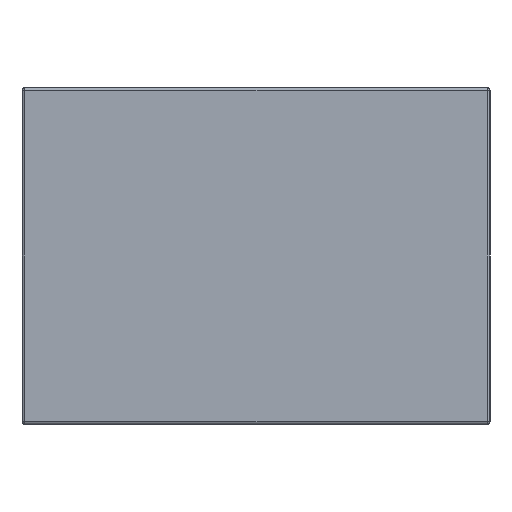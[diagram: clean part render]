
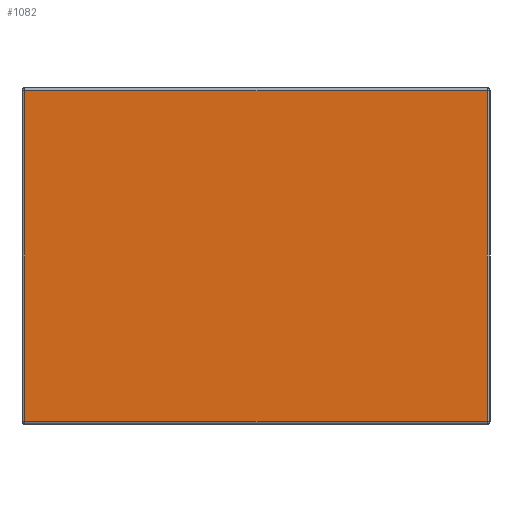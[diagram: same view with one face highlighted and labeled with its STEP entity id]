
A CAD part, left-side view. The second image highlights one B-rep face of the part: STEP entity #1082.
In plain terms, the highlighted planar face has unit normal (-1, 0, 0).
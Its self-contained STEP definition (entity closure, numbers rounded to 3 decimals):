
#965 = VERTEX_POINT('',#966);
#966 = CARTESIAN_POINT('',(-2.25,1.58,2.28));
#1017 = VERTEX_POINT('',#1018);
#1018 = CARTESIAN_POINT('',(-2.25,1.58,0.02));
#1025 = EDGE_CURVE('',#965,#1017,#1026,.T.);
#1026 = LINE('',#1027,#1028);
#1027 = CARTESIAN_POINT('',(-2.25,1.58,0.));
#1028 = VECTOR('',#1029,1.);
#1029 = DIRECTION('',(0.,0.,-1.));
#1064 = VERTEX_POINT('',#1065);
#1065 = CARTESIAN_POINT('',(-2.25,-1.58,0.02));
#1072 = EDGE_CURVE('',#1017,#1064,#1073,.T.);
#1073 = LINE('',#1074,#1075);
#1074 = CARTESIAN_POINT('',(-2.25,-1.6,0.02));
#1075 = VECTOR('',#1076,1.);
#1076 = DIRECTION('',(0.,-1.,0.));
#1082 = ADVANCED_FACE('',(#1083),#1101,.T.);
#1083 = FACE_BOUND('',#1084,.T.);
#1084 = EDGE_LOOP('',(#1085,#1086,#1087,#1095));
#1085 = ORIENTED_EDGE('',*,*,#1025,.T.);
#1086 = ORIENTED_EDGE('',*,*,#1072,.T.);
#1087 = ORIENTED_EDGE('',*,*,#1088,.T.);
#1088 = EDGE_CURVE('',#1064,#1089,#1091,.T.);
#1089 = VERTEX_POINT('',#1090);
#1090 = CARTESIAN_POINT('',(-2.25,-1.58,2.28));
#1091 = LINE('',#1092,#1093);
#1092 = CARTESIAN_POINT('',(-2.25,-1.58,2.3));
#1093 = VECTOR('',#1094,1.);
#1094 = DIRECTION('',(0.,0.,1.));
#1095 = ORIENTED_EDGE('',*,*,#1096,.T.);
#1096 = EDGE_CURVE('',#1089,#965,#1097,.T.);
#1097 = LINE('',#1098,#1099);
#1098 = CARTESIAN_POINT('',(-2.25,1.6,2.28));
#1099 = VECTOR('',#1100,1.);
#1100 = DIRECTION('',(0.,1.,0.));
#1101 = PLANE('',#1102);
#1102 = AXIS2_PLACEMENT_3D('',#1103,#1104,#1105);
#1103 = CARTESIAN_POINT('',(-2.25,1.6,0.));
#1104 = DIRECTION('',(-1.,0.,0.));
#1105 = DIRECTION('',(0.,0.,-1.));
